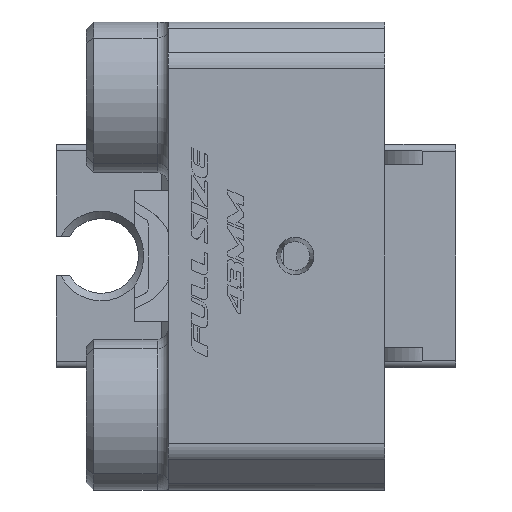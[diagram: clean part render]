
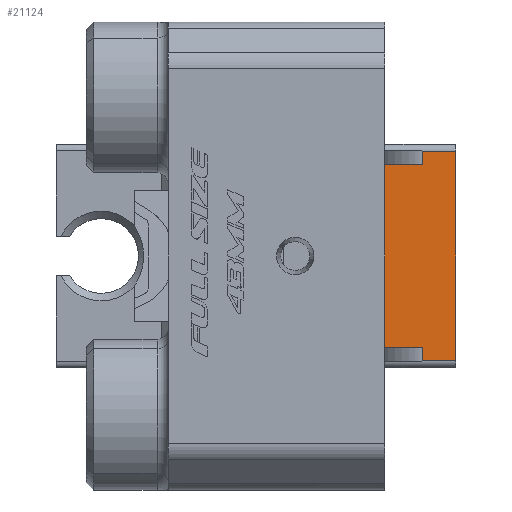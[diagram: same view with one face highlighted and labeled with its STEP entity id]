
A CAD part, left-side view. The second image highlights one B-rep face of the part: STEP entity #21124.
In plain terms, the highlighted planar face has unit normal (-1, 0, 0).
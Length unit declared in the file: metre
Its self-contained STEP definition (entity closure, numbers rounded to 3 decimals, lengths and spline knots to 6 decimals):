
#3159=ORIENTED_EDGE('',*,*,#8936,.T.);
#3160=ORIENTED_EDGE('',*,*,#8524,.F.);
#3161=ORIENTED_EDGE('',*,*,#8941,.F.);
#3162=ORIENTED_EDGE('',*,*,#8539,.F.);
#3163=ORIENTED_EDGE('',*,*,#8940,.T.);
#3164=ORIENTED_EDGE('',*,*,#8942,.T.);
#3165=ORIENTED_EDGE('',*,*,#8551,.T.);
#3166=ORIENTED_EDGE('',*,*,#8549,.T.);
#8524=EDGE_CURVE('',#11696,#11697,#13753,.T.);
#8539=EDGE_CURVE('',#11709,#11710,#13761,.T.);
#8549=EDGE_CURVE('',#11713,#11715,#13763,.T.);
#8551=EDGE_CURVE('',#11716,#11713,#13765,.T.);
#8936=EDGE_CURVE('',#11715,#11697,#13999,.T.);
#8940=EDGE_CURVE('',#11709,#11919,#14002,.T.);
#8941=EDGE_CURVE('',#11710,#11696,#14003,.T.);
#8942=EDGE_CURVE('',#11919,#11716,#14004,.T.);
#11696=VERTEX_POINT('',#30382);
#11697=VERTEX_POINT('',#30384);
#11709=VERTEX_POINT('',#30433);
#11710=VERTEX_POINT('',#30434);
#11713=VERTEX_POINT('',#30478);
#11715=VERTEX_POINT('',#30488);
#11716=VERTEX_POINT('',#30493);
#11919=VERTEX_POINT('',#34121);
#13753=LINE('',#30383,#16002);
#13761=LINE('',#30432,#16010);
#13763=LINE('',#30489,#16012);
#13765=LINE('',#30492,#16014);
#13999=LINE('',#34114,#16248);
#14002=LINE('',#34122,#16251);
#14003=LINE('',#34124,#16252);
#14004=LINE('',#34125,#16253);
#16002=VECTOR('',#24063,1.);
#16010=VECTOR('',#24081,1.);
#16012=VECTOR('',#24083,1.);
#16014=VECTOR('',#24087,1.);
#16248=VECTOR('',#24587,1.);
#16251=VECTOR('',#24598,1.);
#16252=VECTOR('',#24601,1.);
#16253=VECTOR('',#24602,1.);
#17962=EDGE_LOOP('',(#3159,#3160,#3161,#3162,#3163,#3164,#3165,#3166));
#19199=FACE_BOUND('',#17962,.T.);
#20294=PLANE('',#22251);
#21124=ADVANCED_FACE('',(#19199),#20294,.F.);
#22251=AXIS2_PLACEMENT_3D('',#34123,#24599,#24600);
#24063=DIRECTION('',(0.,0.,1.));
#24081=DIRECTION('',(0.,0.,1.));
#24083=DIRECTION('',(0.,0.,-1.));
#24087=DIRECTION('',(0.,1.,0.));
#24587=DIRECTION('',(0.,1.,0.));
#24598=DIRECTION('',(0.,-1.,0.));
#24599=DIRECTION('',(1.,0.,0.));
#24600=DIRECTION('',(0.,0.,-1.));
#24601=DIRECTION('',(0.,1.,0.));
#24602=DIRECTION('',(0.,0.,1.));
#30382=CARTESIAN_POINT('',(0.013,-0.002,-0.0122));
#30383=CARTESIAN_POINT('',(0.013,-0.002,-0.0122));
#30384=CARTESIAN_POINT('',(0.013,-0.002,0.0122));
#30432=CARTESIAN_POINT('',(0.013,-0.007074,-0.0142));
#30433=CARTESIAN_POINT('',(0.013,-0.007074,-0.014));
#30434=CARTESIAN_POINT('',(0.013,-0.007074,-0.0122));
#30478=CARTESIAN_POINT('',(0.013,-0.007074,0.014));
#30488=CARTESIAN_POINT('',(0.013,-0.007074,0.0122));
#30489=CARTESIAN_POINT('',(0.013,-0.007074,0.0142));
#30492=CARTESIAN_POINT('',(0.013,-0.0095,0.014));
#30493=CARTESIAN_POINT('',(0.013,-0.0115,0.014));
#34114=CARTESIAN_POINT('',(0.013,0.,0.0122));
#34121=CARTESIAN_POINT('',(0.013,-0.0115,-0.014));
#34122=CARTESIAN_POINT('',(0.013,-0.0095,-0.014));
#34123=CARTESIAN_POINT('',(0.013,-0.0095,0.));
#34124=CARTESIAN_POINT('',(0.013,0.,-0.0122));
#34125=CARTESIAN_POINT('',(0.013,-0.0115,0.));
